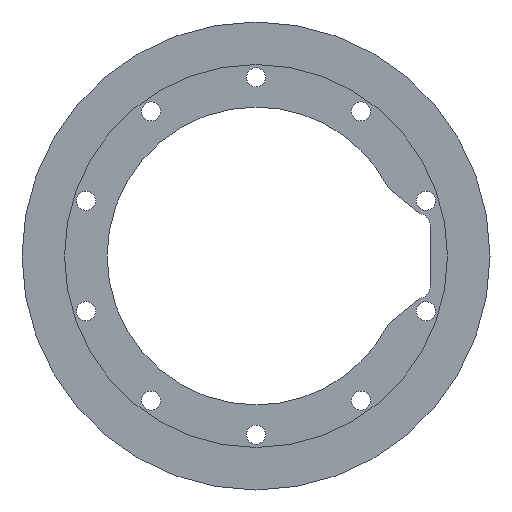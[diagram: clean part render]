
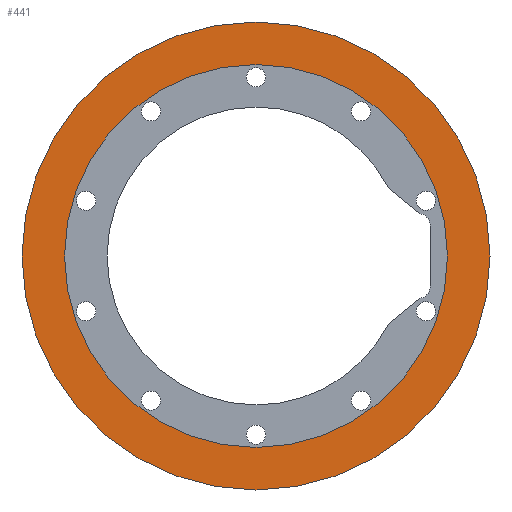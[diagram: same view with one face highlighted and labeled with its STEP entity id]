
A CAD part, left-side view. The second image highlights one B-rep face of the part: STEP entity #441.
In plain terms, the highlighted planar face has unit normal (-1, 0, 0).
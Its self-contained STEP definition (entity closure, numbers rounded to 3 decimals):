
#29 = ORIENTED_EDGE ( 'NONE', *, *, #1163, .T. ) ;
#111 = DIRECTION ( 'NONE',  ( 1., 0., 0. ) ) ;
#127 = EDGE_LOOP ( 'NONE', ( #922, #1236 ) ) ;
#138 = EDGE_CURVE ( 'NONE', #574, #264, #821, .T. ) ;
#200 = DIRECTION ( 'NONE',  ( 0., 0., 1. ) ) ;
#259 = CARTESIAN_POINT ( 'NONE',  ( -4.25, 0., -45. ) ) ;
#260 = AXIS2_PLACEMENT_3D ( 'NONE', #1262, #873, #577 ) ;
#264 = VERTEX_POINT ( 'NONE', #506 ) ;
#277 = ORIENTED_EDGE ( 'NONE', *, *, #547, .T. ) ;
#302 = EDGE_CURVE ( 'NONE', #264, #574, #679, .T. ) ;
#304 = AXIS2_PLACEMENT_3D ( 'NONE', #1204, #1192, #414 ) ;
#311 = FACE_OUTER_BOUND ( 'NONE', #977, .T. ) ;
#375 = AXIS2_PLACEMENT_3D ( 'NONE', #1001, #111, #891 ) ;
#411 = CIRCLE ( 'NONE', #614, 55. ) ;
#414 = DIRECTION ( 'NONE',  ( 0., 0., 1. ) ) ;
#441 = ADVANCED_FACE ( 'NONE', ( #1183, #311 ), #1190, .F. ) ;
#506 = CARTESIAN_POINT ( 'NONE',  ( -4.25, 0., 45. ) ) ;
#547 = EDGE_CURVE ( 'NONE', #1130, #823, #411, .T. ) ;
#574 = VERTEX_POINT ( 'NONE', #259 ) ;
#577 = DIRECTION ( 'NONE',  ( 0., 0., 1. ) ) ;
#589 = DIRECTION ( 'NONE',  ( -1., 0., 0. ) ) ;
#605 = DIRECTION ( 'NONE',  ( 0., 0., 1. ) ) ;
#614 = AXIS2_PLACEMENT_3D ( 'NONE', #1099, #1016, #200 ) ;
#679 = CIRCLE ( 'NONE', #304, 45. ) ;
#762 = CARTESIAN_POINT ( 'NONE',  ( -4.25, 0., 55. ) ) ;
#821 = CIRCLE ( 'NONE', #260, 45. ) ;
#823 = VERTEX_POINT ( 'NONE', #1135 ) ;
#873 = DIRECTION ( 'NONE',  ( -1., 0., 0. ) ) ;
#890 = CARTESIAN_POINT ( 'NONE',  ( -4.25, 0., 0. ) ) ;
#891 = DIRECTION ( 'NONE',  ( 0., 0., -1. ) ) ;
#922 = ORIENTED_EDGE ( 'NONE', *, *, #302, .F. ) ;
#927 = CIRCLE ( 'NONE', #1030, 55. ) ;
#977 = EDGE_LOOP ( 'NONE', ( #277, #29 ) ) ;
#1001 = CARTESIAN_POINT ( 'NONE',  ( -4.25, 45., 0. ) ) ;
#1016 = DIRECTION ( 'NONE',  ( -1., 0., 0. ) ) ;
#1030 = AXIS2_PLACEMENT_3D ( 'NONE', #890, #589, #605 ) ;
#1099 = CARTESIAN_POINT ( 'NONE',  ( -4.25, 0., 0. ) ) ;
#1130 = VERTEX_POINT ( 'NONE', #762 ) ;
#1135 = CARTESIAN_POINT ( 'NONE',  ( -4.25, 0., -55. ) ) ;
#1163 = EDGE_CURVE ( 'NONE', #823, #1130, #927, .T. ) ;
#1183 = FACE_BOUND ( 'NONE', #127, .T. ) ;
#1190 = PLANE ( 'NONE',  #375 ) ;
#1192 = DIRECTION ( 'NONE',  ( -1., 0., 0. ) ) ;
#1204 = CARTESIAN_POINT ( 'NONE',  ( -4.25, 0., 0. ) ) ;
#1236 = ORIENTED_EDGE ( 'NONE', *, *, #138, .F. ) ;
#1262 = CARTESIAN_POINT ( 'NONE',  ( -4.25, 0., 0. ) ) ;
